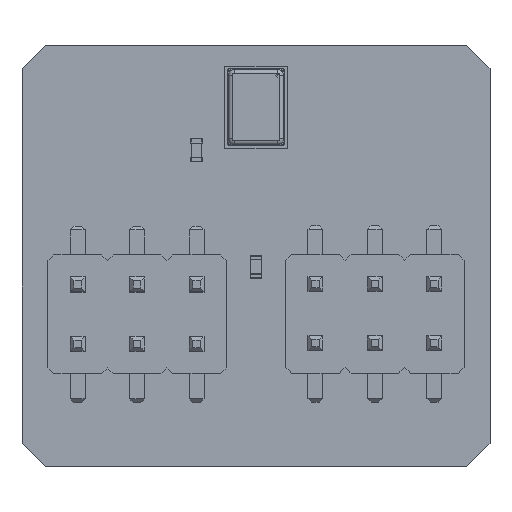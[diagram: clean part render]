
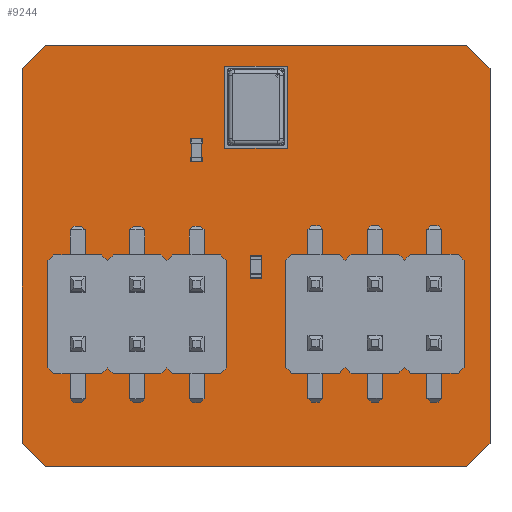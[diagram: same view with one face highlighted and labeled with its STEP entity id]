
A CAD part, top view. The second image highlights one B-rep face of the part: STEP entity #9244.
In plain terms, the highlighted planar face has unit normal (0, 0, 1).
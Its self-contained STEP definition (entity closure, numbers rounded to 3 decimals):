
#9089 = VERTEX_POINT('',#9090);
#9090 = CARTESIAN_POINT('',(20.,17.,1.6));
#9096 = EDGE_CURVE('',#9089,#9097,#9099,.T.);
#9097 = VERTEX_POINT('',#9098);
#9098 = CARTESIAN_POINT('',(20.,1.,1.6));
#9099 = LINE('',#9100,#9101);
#9100 = CARTESIAN_POINT('',(20.,17.,1.6));
#9101 = VECTOR('',#9102,1.);
#9102 = DIRECTION('',(0.,-1.,0.));
#9129 = VERTEX_POINT('',#9130);
#9130 = CARTESIAN_POINT('',(19.,18.,1.6));
#9136 = EDGE_CURVE('',#9129,#9089,#9137,.T.);
#9137 = LINE('',#9138,#9139);
#9138 = CARTESIAN_POINT('',(19.,18.,1.6));
#9139 = VECTOR('',#9140,1.);
#9140 = DIRECTION('',(0.707,-0.707,0.));
#9158 = EDGE_CURVE('',#9097,#9159,#9161,.T.);
#9159 = VERTEX_POINT('',#9160);
#9160 = CARTESIAN_POINT('',(19.,0.,1.6));
#9161 = LINE('',#9162,#9163);
#9162 = CARTESIAN_POINT('',(20.,1.,1.6));
#9163 = VECTOR('',#9164,1.);
#9164 = DIRECTION('',(-0.707,-0.707,0.));
#9244 = ADVANCED_FACE('',(#9245,#9288),#9299,.F.);
#9245 = FACE_BOUND('',#9246,.F.);
#9246 = EDGE_LOOP('',(#9247,#9248,#9249,#9257,#9265,#9273,#9281,#9287));
#9247 = ORIENTED_EDGE('',*,*,#9096,.T.);
#9248 = ORIENTED_EDGE('',*,*,#9158,.T.);
#9249 = ORIENTED_EDGE('',*,*,#9250,.T.);
#9250 = EDGE_CURVE('',#9159,#9251,#9253,.T.);
#9251 = VERTEX_POINT('',#9252);
#9252 = CARTESIAN_POINT('',(1.,0.,1.6));
#9253 = LINE('',#9254,#9255);
#9254 = CARTESIAN_POINT('',(19.,0.,1.6));
#9255 = VECTOR('',#9256,1.);
#9256 = DIRECTION('',(-1.,0.,0.));
#9257 = ORIENTED_EDGE('',*,*,#9258,.T.);
#9258 = EDGE_CURVE('',#9251,#9259,#9261,.T.);
#9259 = VERTEX_POINT('',#9260);
#9260 = CARTESIAN_POINT('',(0.,1.,1.6));
#9261 = LINE('',#9262,#9263);
#9262 = CARTESIAN_POINT('',(1.,0.,1.6));
#9263 = VECTOR('',#9264,1.);
#9264 = DIRECTION('',(-0.707,0.707,0.));
#9265 = ORIENTED_EDGE('',*,*,#9266,.T.);
#9266 = EDGE_CURVE('',#9259,#9267,#9269,.T.);
#9267 = VERTEX_POINT('',#9268);
#9268 = CARTESIAN_POINT('',(0.,17.,1.6));
#9269 = LINE('',#9270,#9271);
#9270 = CARTESIAN_POINT('',(0.,1.,1.6));
#9271 = VECTOR('',#9272,1.);
#9272 = DIRECTION('',(0.,1.,0.));
#9273 = ORIENTED_EDGE('',*,*,#9274,.T.);
#9274 = EDGE_CURVE('',#9267,#9275,#9277,.T.);
#9275 = VERTEX_POINT('',#9276);
#9276 = CARTESIAN_POINT('',(1.,18.,1.6));
#9277 = LINE('',#9278,#9279);
#9278 = CARTESIAN_POINT('',(0.,17.,1.6));
#9279 = VECTOR('',#9280,1.);
#9280 = DIRECTION('',(0.707,0.707,0.));
#9281 = ORIENTED_EDGE('',*,*,#9282,.T.);
#9282 = EDGE_CURVE('',#9275,#9129,#9283,.T.);
#9283 = LINE('',#9284,#9285);
#9284 = CARTESIAN_POINT('',(1.,18.,1.6));
#9285 = VECTOR('',#9286,1.);
#9286 = DIRECTION('',(1.,0.,0.));
#9287 = ORIENTED_EDGE('',*,*,#9136,.T.);
#9288 = FACE_BOUND('',#9289,.F.);
#9289 = EDGE_LOOP('',(#9290));
#9290 = ORIENTED_EDGE('',*,*,#9291,.F.);
#9291 = EDGE_CURVE('',#9292,#9292,#9294,.T.);
#9292 = VERTEX_POINT('',#9293);
#9293 = CARTESIAN_POINT('',(10.,15.824,1.6));
#9294 = CIRCLE('',#9295,0.25);
#9295 = AXIS2_PLACEMENT_3D('',#9296,#9297,#9298);
#9296 = CARTESIAN_POINT('',(10.,16.074,1.6));
#9297 = DIRECTION('',(-0.,0.,-1.));
#9298 = DIRECTION('',(-0.,-1.,0.));
#9299 = PLANE('',#9300);
#9300 = AXIS2_PLACEMENT_3D('',#9301,#9302,#9303);
#9301 = CARTESIAN_POINT('',(10.,9.,1.6));
#9302 = DIRECTION('',(-0.,-0.,-1.));
#9303 = DIRECTION('',(-1.,0.,0.));
